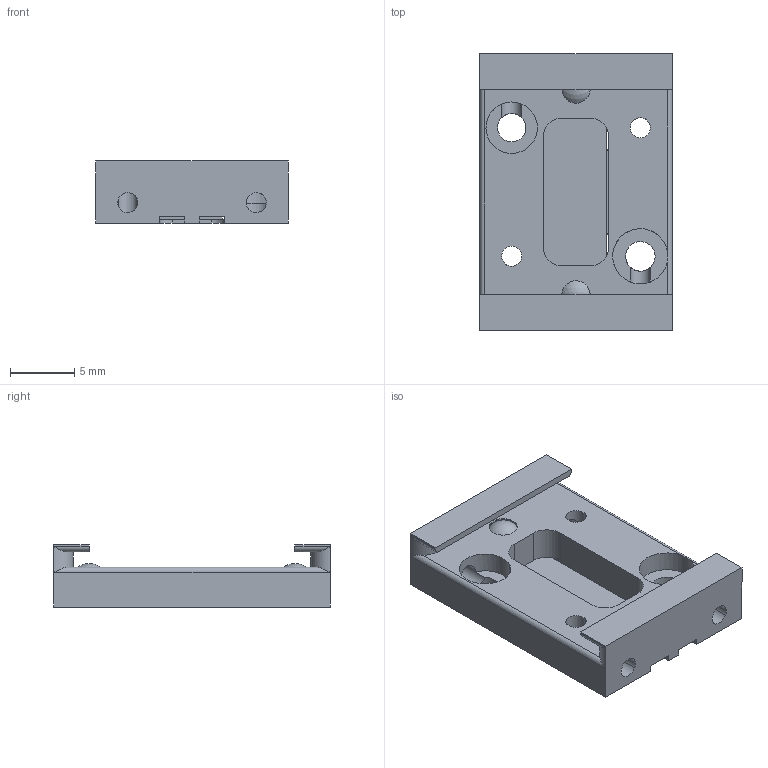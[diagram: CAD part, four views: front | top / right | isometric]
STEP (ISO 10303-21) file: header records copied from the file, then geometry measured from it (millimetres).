
FILE_DESCRIPTION(('CATIA V5 STEP Exchange'),'2;1');
FILE_NAME('RECOM(SM2ST).stp','2014-03-31T16:36:47+00:00',('none'),('none'),'CATIA Version 5 Release 20 SP 7 (IN-10)','CATIA V5 STEP AP214','none');
FILE_SCHEMA(('AUTOMOTIVE_DESIGN { 1 0 10303 214 1 1 1 1 }'));
Length unit declared in the file: millimetre
Products named in the file (4): RECOM(SM2ST); 1193; 41002; 4100503
Assembly tree (4 placements, depth 2):
  RECOM(SM2ST)
    1193  x2
    41002
    4100503
Bounding box: 15 x 21.5 x 4.85 mm (x, y, z)
Volume: 809.7 mm3; surface area: 1534.8 mm2
Topology: 4 solids, 4 shells, 97 faces, 299 edges, 194 vertices
Faces by surface type: cylinder 46, plane 43, sphere 4, cone 4
Entity records: 3298 total; most frequent: CARTESIAN_POINT 729, ORIENTED_EDGE 578, DIRECTION 410, EDGE_CURVE 289, VERTEX_POINT 192, VECTOR 179, LINE 179, AXIS2_PLACEMENT_3D 157
